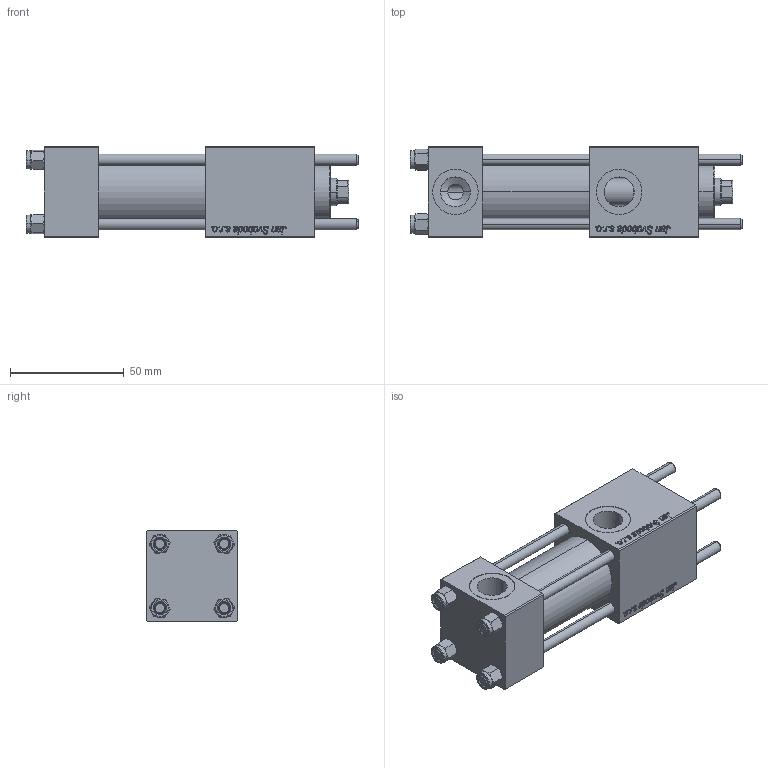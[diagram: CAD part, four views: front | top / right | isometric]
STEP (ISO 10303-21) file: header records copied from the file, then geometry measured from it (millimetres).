
FILE_DESCRIPTION (( 'STEP AP203' ), '1' );
FILE_NAME ('f04f.STEP', '2022-04-16T14:36:50', ( '' ), ( '' ), 'SwSTEP 2.0', 'SolidWorks 2019', '' );
FILE_SCHEMA (( 'CONFIG_CONTROL_DESIGN' ));
Length unit declared in the file: millimetre
Products named in the file (6): V215CR_B_TYCINKA a60ed252f68f4f4de18ff68d8d088855; V215CR_B-1 a60ed252f68f4f4de18ff68d8d088855; V215_VC_A a60ed252f68f4f4de18ff68d8d088855; NUT_M5_B a60ed252f68f4f4de18ff68d8d088855; f04f; V215CR_VCP_B a60ed252f68f4f4de18ff68d8d088855
Assembly tree (11 placements, depth 2):
  f04f
    V215CR_B-1 a60ed252f68f4f4de18ff68d8d088855
    V215CR_VCP_B a60ed252f68f4f4de18ff68d8d088855
    NUT_M5_B a60ed252f68f4f4de18ff68d8d088855  x4
    V215CR_B_TYCINKA a60ed252f68f4f4de18ff68d8d088855  x4
    V215_VC_A a60ed252f68f4f4de18ff68d8d088855
Bounding box: 146 x 40 x 40 mm (x, y, z)
Volume: 144766.4 mm3; surface area: 58807.8 mm2
Topology: 11 solids, 11 shells, 1161 faces, 2943 edges, 1907 vertices
Faces by surface type: bspline 504, plane 431, cone 136, cylinder 82, torus 8
Entity records: 56923 total; most frequent: CARTESIAN_POINT 34088, ORIENTED_EDGE 5378, DIRECTION 2935, EDGE_CURVE 2689, VERTEX_POINT 1763, VECTOR 1443, LINE 1443, EDGE_LOOP 1164
